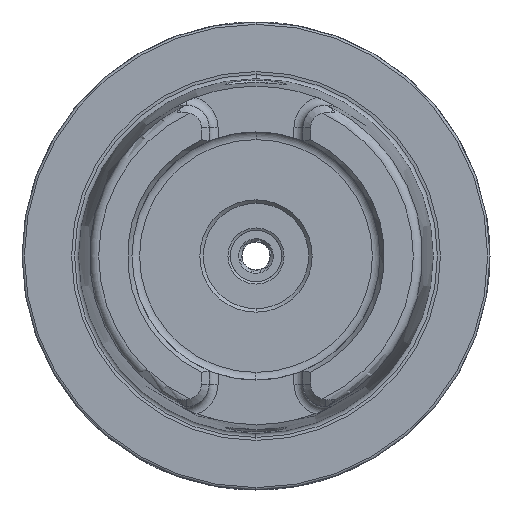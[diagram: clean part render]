
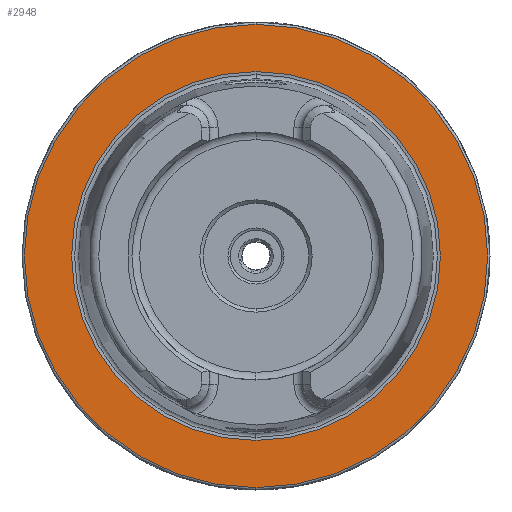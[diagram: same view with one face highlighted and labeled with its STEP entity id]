
A CAD part, left-side view. The second image highlights one B-rep face of the part: STEP entity #2948.
In plain terms, the highlighted planar face has unit normal (-1, 0, 0).
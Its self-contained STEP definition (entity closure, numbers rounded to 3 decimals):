
#73 = CARTESIAN_POINT ( 'NONE',  ( 0., 0., 49.5 ) ) ;
#242 = CIRCLE ( 'NONE', #11544, 49.5 ) ;
#254 = FACE_BOUND ( 'NONE', #1621, .T. ) ;
#682 = ORIENTED_EDGE ( 'NONE', *, *, #10753, .F. ) ;
#840 = FACE_OUTER_BOUND ( 'NONE', #6775, .T. ) ;
#1311 = VERTEX_POINT ( 'NONE', #9593 ) ;
#1402 = VERTEX_POINT ( 'NONE', #73 ) ;
#1470 = EDGE_CURVE ( 'NONE', #9226, #1402, #9847, .T. ) ;
#1621 = EDGE_LOOP ( 'NONE', ( #682, #6093 ) ) ;
#2151 = AXIS2_PLACEMENT_3D ( 'NONE', #4536, #11353, #5501 ) ;
#2344 = DIRECTION ( 'NONE',  ( -1., 0., 0. ) ) ;
#2773 = VERTEX_POINT ( 'NONE', #5638 ) ;
#2948 = ADVANCED_FACE ( 'NONE', ( #254, #840 ), #11415, .F. ) ;
#3620 = CARTESIAN_POINT ( 'NONE',  ( 0., 49.5, 0. ) ) ;
#3668 = CARTESIAN_POINT ( 'NONE',  ( 0., 0., 0. ) ) ;
#3753 = CARTESIAN_POINT ( 'NONE',  ( 0., 0., 0. ) ) ;
#3814 = DIRECTION ( 'NONE',  ( -1., 0., 0. ) ) ;
#3912 = DIRECTION ( 'NONE',  ( 0., 0., 1. ) ) ;
#3940 = AXIS2_PLACEMENT_3D ( 'NONE', #3668, #10485, #4667 ) ;
#4413 = AXIS2_PLACEMENT_3D ( 'NONE', #3753, #3814, #3912 ) ;
#4536 = CARTESIAN_POINT ( 'NONE',  ( 0., 0., 0. ) ) ;
#4594 = EDGE_CURVE ( 'NONE', #1402, #9226, #242, .T. ) ;
#4667 = DIRECTION ( 'NONE',  ( 0., 0., 1. ) ) ;
#5274 = EDGE_CURVE ( 'NONE', #1311, #2773, #10237, .T. ) ;
#5501 = DIRECTION ( 'NONE',  ( 0., 0., 1. ) ) ;
#5638 = CARTESIAN_POINT ( 'NONE',  ( 0., 0., 39.405 ) ) ;
#6093 = ORIENTED_EDGE ( 'NONE', *, *, #5274, .F. ) ;
#6546 = DIRECTION ( 'NONE',  ( 0., 0., -1. ) ) ;
#6775 = EDGE_LOOP ( 'NONE', ( #7576, #12106 ) ) ;
#7127 = AXIS2_PLACEMENT_3D ( 'NONE', #3620, #12432, #6546 ) ;
#7576 = ORIENTED_EDGE ( 'NONE', *, *, #4594, .T. ) ;
#7970 = CARTESIAN_POINT ( 'NONE',  ( 0., 0., -49.5 ) ) ;
#8179 = CARTESIAN_POINT ( 'NONE',  ( 0., 0., 0. ) ) ;
#9155 = DIRECTION ( 'NONE',  ( 0., 0., 1. ) ) ;
#9226 = VERTEX_POINT ( 'NONE', #7970 ) ;
#9593 = CARTESIAN_POINT ( 'NONE',  ( 0., 0., -39.405 ) ) ;
#9847 = CIRCLE ( 'NONE', #4413, 49.5 ) ;
#10237 = CIRCLE ( 'NONE', #2151, 39.405 ) ;
#10485 = DIRECTION ( 'NONE',  ( -1., 0., 0. ) ) ;
#10656 = CIRCLE ( 'NONE', #3940, 39.405 ) ;
#10753 = EDGE_CURVE ( 'NONE', #2773, #1311, #10656, .T. ) ;
#11353 = DIRECTION ( 'NONE',  ( -1., 0., 0. ) ) ;
#11415 = PLANE ( 'NONE',  #7127 ) ;
#11544 = AXIS2_PLACEMENT_3D ( 'NONE', #8179, #2344, #9155 ) ;
#12106 = ORIENTED_EDGE ( 'NONE', *, *, #1470, .T. ) ;
#12432 = DIRECTION ( 'NONE',  ( 1., 0., 0. ) ) ;
